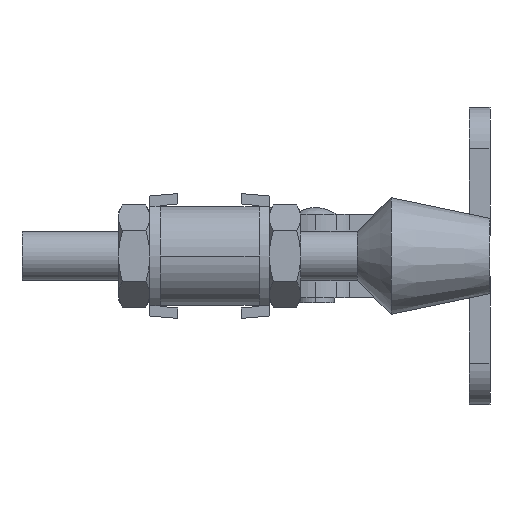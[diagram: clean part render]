
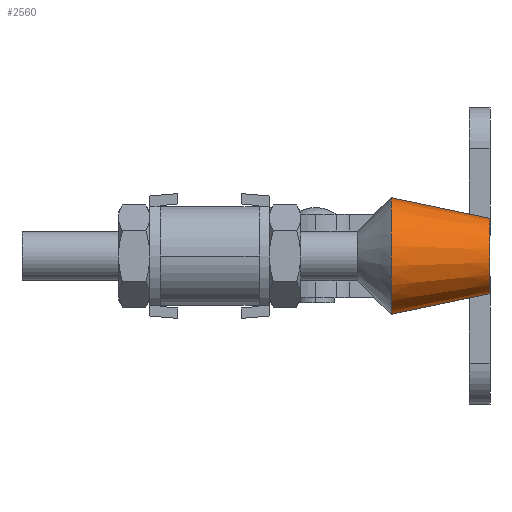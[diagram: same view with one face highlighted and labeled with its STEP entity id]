
A CAD part, left-side view. The second image highlights one B-rep face of the part: STEP entity #2560.
In plain terms, the highlighted conical face has half-angle 11.744 degrees and reference radius 7.25 mm.
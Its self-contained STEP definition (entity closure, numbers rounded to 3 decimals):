
#365 = CIRCLE ( 'NONE', #719, 7.25 ) ;
#448 = EDGE_CURVE ( 'NONE', #2756, #3076, #4855, .T. ) ;
#719 = AXIS2_PLACEMENT_3D ( 'NONE', #5369, #840, #6096 ) ;
#772 = CARTESIAN_POINT ( 'NONE',  ( -121.972, 0., 3.25 ) ) ;
#840 = DIRECTION ( 'NONE',  ( 0., -1., 0. ) ) ;
#964 = VECTOR ( 'NONE', #2504, 1000. ) ;
#1302 = ORIENTED_EDGE ( 'NONE', *, *, #2359, .F. ) ;
#2359 = EDGE_CURVE ( 'NONE', #6346, #5906, #365, .T. ) ;
#2504 = DIRECTION ( 'NONE',  ( 0., 0.979, -0.204 ) ) ;
#2560 = ADVANCED_FACE ( 'NONE', ( #6637 ), #5695, .T. ) ;
#2587 = CARTESIAN_POINT ( 'NONE',  ( -121.972, 19., -15.2 ) ) ;
#2756 = VERTEX_POINT ( 'NONE', #6671 ) ;
#2979 = LINE ( 'NONE', #3998, #964 ) ;
#3076 = VERTEX_POINT ( 'NONE', #2587 ) ;
#3353 = ORIENTED_EDGE ( 'NONE', *, *, #9381, .F. ) ;
#3573 = EDGE_LOOP ( 'NONE', ( #3353, #1302, #8300, #6374 ) ) ;
#3898 = CARTESIAN_POINT ( 'NONE',  ( -121.972, 0., 3.25 ) ) ;
#3998 = CARTESIAN_POINT ( 'NONE',  ( -121.972, 0., -11.25 ) ) ;
#4185 = CARTESIAN_POINT ( 'NONE',  ( -121.972, 0., -4. ) ) ;
#4778 = VECTOR ( 'NONE', #6018, 1000. ) ;
#4855 = CIRCLE ( 'NONE', #9779, 11.2 ) ;
#4953 = DIRECTION ( 'NONE',  ( 0., 0., 1. ) ) ;
#5269 = CARTESIAN_POINT ( 'NONE',  ( -121.972, 0., -11.25 ) ) ;
#5369 = CARTESIAN_POINT ( 'NONE',  ( -121.972, 0., -4. ) ) ;
#5695 = CONICAL_SURFACE ( 'NONE', #9074, 7.25, 0.205 ) ;
#5906 = VERTEX_POINT ( 'NONE', #5269 ) ;
#5944 = EDGE_CURVE ( 'NONE', #6346, #2756, #6778, .T. ) ;
#6018 = DIRECTION ( 'NONE',  ( 0., 0.979, 0.204 ) ) ;
#6096 = DIRECTION ( 'NONE',  ( 0., 0., -1. ) ) ;
#6346 = VERTEX_POINT ( 'NONE', #3898 ) ;
#6374 = ORIENTED_EDGE ( 'NONE', *, *, #448, .T. ) ;
#6637 = FACE_OUTER_BOUND ( 'NONE', #3573, .T. ) ;
#6671 = CARTESIAN_POINT ( 'NONE',  ( -121.972, 19., 7.2 ) ) ;
#6778 = LINE ( 'NONE', #772, #4778 ) ;
#7079 = DIRECTION ( 'NONE',  ( 0., -1., 0. ) ) ;
#7291 = CARTESIAN_POINT ( 'NONE',  ( -121.972, 19., -4. ) ) ;
#7394 = DIRECTION ( 'NONE',  ( 0., 0., -1. ) ) ;
#8300 = ORIENTED_EDGE ( 'NONE', *, *, #5944, .T. ) ;
#9074 = AXIS2_PLACEMENT_3D ( 'NONE', #4185, #9447, #4953 ) ;
#9381 = EDGE_CURVE ( 'NONE', #5906, #3076, #2979, .T. ) ;
#9447 = DIRECTION ( 'NONE',  ( 0., 1., 0. ) ) ;
#9779 = AXIS2_PLACEMENT_3D ( 'NONE', #7291, #7079, #7394 ) ;
